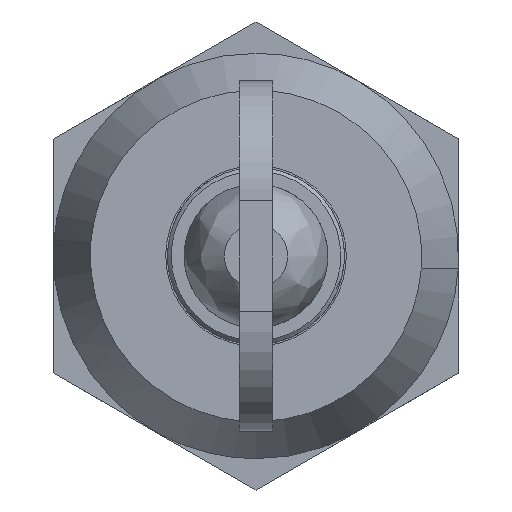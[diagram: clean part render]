
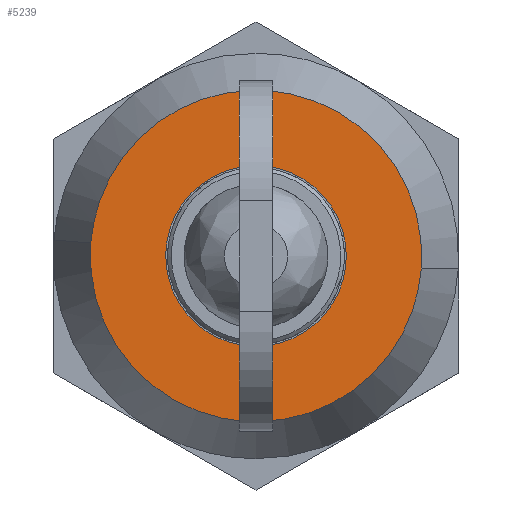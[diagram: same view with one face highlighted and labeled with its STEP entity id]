
A CAD part, front view. The second image highlights one B-rep face of the part: STEP entity #5239.
In plain terms, the highlighted free-form (B-spline) face has degree [1, 1] with [2, 2] control points.
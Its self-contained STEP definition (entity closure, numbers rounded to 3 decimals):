
#3572=CARTESIAN_POINT('',(0.,8.967,0.706));
#3573=VERTEX_POINT('',#3572);
#3579=CARTESIAN_POINT('',(0.,0.0,8.995));
#3580=VERTEX_POINT('',#3579);
#3581=CARTESIAN_POINT('',(0.,0.0,8.995));
#3582=CARTESIAN_POINT('',(0.,8.315,8.995));
#3583=CARTESIAN_POINT('',(0.,8.967,0.706));
#3591=(BOUNDED_CURVE()B_SPLINE_CURVE(2,(#3581,#3582,#3583),.UNSPECIFIED.,.F.,.U.)B_SPLINE_CURVE_WITH_KNOTS((3,3),(0.0,0.236),.UNSPECIFIED.)CURVE()GEOMETRIC_REPRESENTATION_ITEM()RATIONAL_B_SPLINE_CURVE((1.0,0.723,0.97))REPRESENTATION_ITEM(''));
#3592=EDGE_CURVE('',#3580,#3573,#3591,.T.);
#3594=CARTESIAN_POINT('',(0.,-8.967,-0.706));
#3595=VERTEX_POINT('',#3594);
#3596=CARTESIAN_POINT('',(0.,-8.967,-0.706));
#3597=CARTESIAN_POINT('',(0.,-8.995,-0.353));
#3598=CARTESIAN_POINT('',(0.,-8.995,0.0));
#3599=CARTESIAN_POINT('',(0.,-8.995,8.995));
#3600=CARTESIAN_POINT('',(0.,0.0,8.995));
#3608=(BOUNDED_CURVE()B_SPLINE_CURVE(2,(#3596,#3597,#3598,#3599,#3600),.UNSPECIFIED.,.F.,.U.)B_SPLINE_CURVE_WITH_KNOTS((3,2,3),(0.736,0.75,1.0),.UNSPECIFIED.)CURVE()GEOMETRIC_REPRESENTATION_ITEM()RATIONAL_B_SPLINE_CURVE((0.97,0.984,1.0,0.707,1.0))REPRESENTATION_ITEM(''));
#3609=EDGE_CURVE('',#3595,#3580,#3608,.T.);
#3646=CARTESIAN_POINT('',(0.,0.0,-8.995));
#3647=VERTEX_POINT('',#3646);
#3648=CARTESIAN_POINT('',(0.,0.0,-8.995));
#3649=CARTESIAN_POINT('',(0.,-8.315,-8.995));
#3650=CARTESIAN_POINT('',(0.,-8.967,-0.706));
#3658=(BOUNDED_CURVE()B_SPLINE_CURVE(2,(#3648,#3649,#3650),.UNSPECIFIED.,.F.,.U.)B_SPLINE_CURVE_WITH_KNOTS((3,3),(0.5,0.736),.UNSPECIFIED.)CURVE()GEOMETRIC_REPRESENTATION_ITEM()RATIONAL_B_SPLINE_CURVE((1.0,0.723,0.97))REPRESENTATION_ITEM(''));
#3659=EDGE_CURVE('',#3647,#3595,#3658,.T.);
#3661=CARTESIAN_POINT('',(0.,8.967,0.706));
#3662=CARTESIAN_POINT('',(0.,8.995,0.353));
#3663=CARTESIAN_POINT('',(0.,8.995,0.0));
#3664=CARTESIAN_POINT('',(0.,8.995,-8.995));
#3665=CARTESIAN_POINT('',(0.,0.0,-8.995));
#3673=(BOUNDED_CURVE()B_SPLINE_CURVE(2,(#3661,#3662,#3663,#3664,#3665),.UNSPECIFIED.,.F.,.U.)B_SPLINE_CURVE_WITH_KNOTS((3,2,3),(0.236,0.25,0.5),.UNSPECIFIED.)CURVE()GEOMETRIC_REPRESENTATION_ITEM()RATIONAL_B_SPLINE_CURVE((0.97,0.984,1.0,0.707,1.0))REPRESENTATION_ITEM(''));
#3674=EDGE_CURVE('',#3573,#3647,#3673,.T.);
#5014=CARTESIAN_POINT('',(0.,0.875,4.821));
#5015=VERTEX_POINT('',#5014);
#5016=CARTESIAN_POINT('',(0.,-0.875,4.821));
#5017=VERTEX_POINT('',#5016);
#5018=CARTESIAN_POINT('',(0.,0.875,4.821));
#5019=CARTESIAN_POINT('',(0.,5.282,4.021));
#5020=CARTESIAN_POINT('',(0.,4.88,-0.439));
#5021=CARTESIAN_POINT('',(0.,4.479,-4.9));
#5022=CARTESIAN_POINT('',(0.,0.0,-4.9));
#5023=CARTESIAN_POINT('',(0.,-4.479,-4.9));
#5024=CARTESIAN_POINT('',(0.,-4.88,-0.439));
#5025=CARTESIAN_POINT('',(0.,-5.282,4.021));
#5026=CARTESIAN_POINT('',(0.,-0.875,4.821));
#5034=(BOUNDED_CURVE()B_SPLINE_CURVE(2,(#5018,#5019,#5020,#5021,#5022,#5023,#5024,#5025,#5026),.UNSPECIFIED.,.F.,.U.)B_SPLINE_CURVE_WITH_KNOTS((3,2,2,2,3),(0.0,0.25,0.5,0.75,1.0),.UNSPECIFIED.)CURVE()GEOMETRIC_REPRESENTATION_ITEM()RATIONAL_B_SPLINE_CURVE((1.0,0.738,1.0,0.738,1.0,0.738,1.0,0.738,1.0))REPRESENTATION_ITEM(''));
#5035=EDGE_CURVE('',#5015,#5017,#5034,.T.);
#5056=CARTESIAN_POINT('',(0.,-0.875,6.4));
#5057=VERTEX_POINT('',#5056);
#5058=CARTESIAN_POINT('',(0.,-0.875,6.4));
#5059=CARTESIAN_POINT('',(0.,-0.875,4.821));
#5060=QUASI_UNIFORM_CURVE('',1,(#5058,#5059),.UNSPECIFIED.,.F.,.U.);
#5061=EDGE_CURVE('',#5057,#5017,#5060,.T.);
#5078=CARTESIAN_POINT('',(0.,0.875,6.4));
#5079=VERTEX_POINT('',#5078);
#5080=CARTESIAN_POINT('',(0.,0.875,6.4));
#5081=CARTESIAN_POINT('',(0.,-0.875,6.4));
#5082=QUASI_UNIFORM_CURVE('',1,(#5080,#5081),.UNSPECIFIED.,.F.,.U.);
#5083=EDGE_CURVE('',#5079,#5057,#5082,.T.);
#5100=CARTESIAN_POINT('',(0.,0.875,4.821));
#5101=CARTESIAN_POINT('',(0.,0.875,6.4));
#5102=QUASI_UNIFORM_CURVE('',1,(#5100,#5101),.UNSPECIFIED.,.F.,.U.);
#5103=EDGE_CURVE('',#5015,#5079,#5102,.T.);
#5222=CARTESIAN_POINT('',(0.,-9.891,-9.893));
#5223=CARTESIAN_POINT('',(0.,-9.891,9.893));
#5224=CARTESIAN_POINT('',(0.,9.891,-9.893));
#5225=CARTESIAN_POINT('',(0.,9.891,9.893));
#5226=B_SPLINE_SURFACE_WITH_KNOTS('',1,1,((#5222,#5224),(#5223,#5225)),.UNSPECIFIED.,.F.,.F.,.U.,(2,2),(2,2),(0.0,19.787),(0.0,19.781),.UNSPECIFIED.);
#5227=ORIENTED_EDGE('',*,*,#3592,.T.);
#5228=ORIENTED_EDGE('',*,*,#3674,.T.);
#5229=ORIENTED_EDGE('',*,*,#3659,.T.);
#5230=ORIENTED_EDGE('',*,*,#3609,.T.);
#5231=EDGE_LOOP('',(#5227,#5228,#5229,#5230));
#5232=FACE_OUTER_BOUND('',#5231,.T.);
#5233=ORIENTED_EDGE('',*,*,#5035,.F.);
#5234=ORIENTED_EDGE('',*,*,#5103,.T.);
#5235=ORIENTED_EDGE('',*,*,#5083,.T.);
#5236=ORIENTED_EDGE('',*,*,#5061,.T.);
#5237=EDGE_LOOP('',(#5233,#5234,#5235,#5236));
#5238=FACE_BOUND('',#5237,.T.);
#5239=ADVANCED_FACE('',(#5232,#5238),#5226,.T.);
